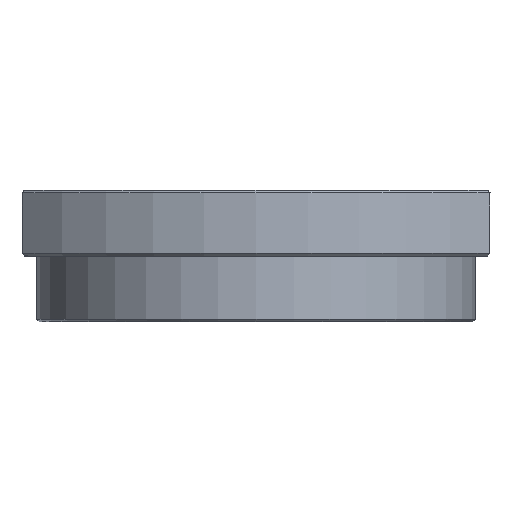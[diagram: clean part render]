
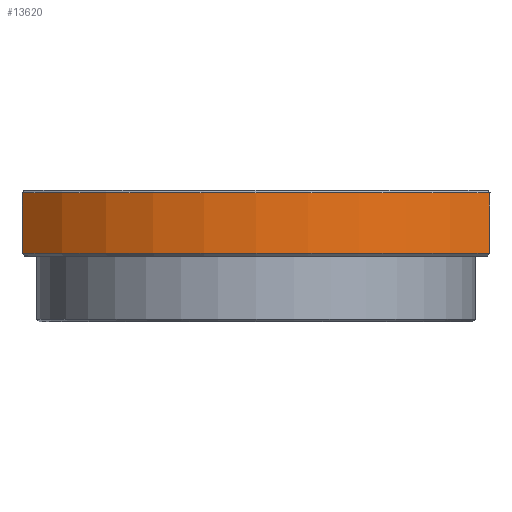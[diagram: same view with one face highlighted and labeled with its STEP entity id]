
A CAD part, front view. The second image highlights one B-rep face of the part: STEP entity #13620.
In plain terms, the highlighted cylindrical face has radius 88 mm (diameter 176 mm), a partial arc.
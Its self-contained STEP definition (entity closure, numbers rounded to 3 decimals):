
#1 = CARTESIAN_POINT ( 'NONE',  ( 63.794, -60.617, 27. ) ) ;
#140 = AXIS2_PLACEMENT_3D ( 'NONE', #5007, #3509, #2013 ) ;
#893 = CYLINDRICAL_SURFACE ( 'NONE', #140, 88. ) ;
#1290 = FACE_OUTER_BOUND ( 'NONE', #2086, .T. ) ;
#1539 = LINE ( 'NONE', #1, #6382 ) ;
#1841 = CIRCLE ( 'NONE', #11492, 88. ) ;
#2013 = DIRECTION ( 'NONE',  ( -1., 0., 0. ) ) ;
#2086 = EDGE_LOOP ( 'NONE', ( #13985, #9964, #8776, #13919 ) ) ;
#2096 = VERTEX_POINT ( 'NONE', #9979 ) ;
#2690 = DIRECTION ( 'NONE',  ( 1., 0., 0. ) ) ;
#3509 = DIRECTION ( 'NONE',  ( 0., 0., -1. ) ) ;
#3727 = EDGE_CURVE ( 'NONE', #6871, #9259, #7002, .T. ) ;
#3989 = DIRECTION ( 'NONE',  ( 0., 0., 1. ) ) ;
#4162 = DIRECTION ( 'NONE',  ( 0., 0., 1. ) ) ;
#4633 = DIRECTION ( 'NONE',  ( -1., 0., 0. ) ) ;
#5007 = CARTESIAN_POINT ( 'NONE',  ( 0., 0., 35.25 ) ) ;
#5483 = CARTESIAN_POINT ( 'NONE',  ( -63.794, -60.617, 27. ) ) ;
#5592 = EDGE_CURVE ( 'NONE', #6871, #2096, #8055, .T. ) ;
#5712 = EDGE_CURVE ( 'NONE', #11092, #2096, #1539, .T. ) ;
#6141 = DIRECTION ( 'NONE',  ( 0., 0., 1. ) ) ;
#6382 = VECTOR ( 'NONE', #13204, 1000. ) ;
#6871 = VERTEX_POINT ( 'NONE', #7284 ) ;
#7002 = LINE ( 'NONE', #5483, #12076 ) ;
#7172 = CARTESIAN_POINT ( 'NONE',  ( 0., 0., 18.75 ) ) ;
#7284 = CARTESIAN_POINT ( 'NONE',  ( -63.794, -60.617, 18.75 ) ) ;
#7626 = CARTESIAN_POINT ( 'NONE',  ( 0., 0., 35.25 ) ) ;
#8055 = CIRCLE ( 'NONE', #12780, 88. ) ;
#8776 = ORIENTED_EDGE ( 'NONE', *, *, #3727, .F. ) ;
#8840 = CARTESIAN_POINT ( 'NONE',  ( 63.794, -60.617, 35.25 ) ) ;
#9259 = VERTEX_POINT ( 'NONE', #9957 ) ;
#9957 = CARTESIAN_POINT ( 'NONE',  ( -63.794, -60.617, 35.25 ) ) ;
#9964 = ORIENTED_EDGE ( 'NONE', *, *, #13734, .F. ) ;
#9979 = CARTESIAN_POINT ( 'NONE',  ( 63.794, -60.617, 18.75 ) ) ;
#11092 = VERTEX_POINT ( 'NONE', #8840 ) ;
#11492 = AXIS2_PLACEMENT_3D ( 'NONE', #7626, #6141, #4633 ) ;
#12076 = VECTOR ( 'NONE', #3989, 1000. ) ;
#12780 = AXIS2_PLACEMENT_3D ( 'NONE', #7172, #4162, #2690 ) ;
#13204 = DIRECTION ( 'NONE',  ( 0., 0., -1. ) ) ;
#13620 = ADVANCED_FACE ( 'NONE', ( #1290 ), #893, .T. ) ;
#13734 = EDGE_CURVE ( 'NONE', #9259, #11092, #1841, .T. ) ;
#13919 = ORIENTED_EDGE ( 'NONE', *, *, #5592, .T. ) ;
#13985 = ORIENTED_EDGE ( 'NONE', *, *, #5712, .F. ) ;
